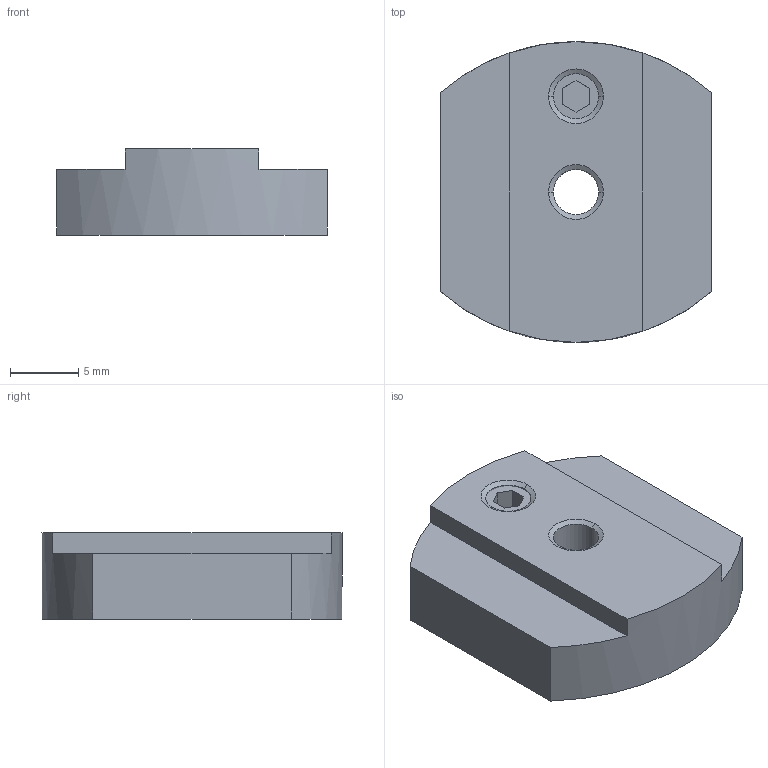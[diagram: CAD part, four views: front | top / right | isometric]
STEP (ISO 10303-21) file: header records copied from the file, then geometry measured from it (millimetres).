
FILE_DESCRIPTION(('Creo Elements/Direct Modeling STEP Export'),'2;1');
FILE_NAME('44.0070.1_Nutenstein-MMS-44_M4-Gewindestift.stp','2022-03-21T 8:56:39',(''),(''),'PTC Creo Elements/Direct Modeling STEP processor for AP214 (Solid Model)','PTC Creo Elements/Direct Modeling 19.0C 15-Aug-2015 (C) Parametric Technology GmbH','');
FILE_SCHEMA(('AUTOMOTIVE_DESIGN { 1 0 10303 214 1 1 1 1 }'));
Length unit declared in the file: millimetre
Products named in the file (3): H_PX172985_1_Teil-2; H_PX172984_1_Teil-1; Nutenstein-MMS-44_M4-Gewindestift_44.0070.1_PX172988
Assembly tree (2 placements, depth 2):
  Nutenstein-MMS-44_M4-Gewindestift_44.0070.1_PX172988
    H_PX172984_1_Teil-1
    H_PX172985_1_Teil-2
Bounding box: 19.8 x 22 x 6.3 mm (x, y, z)
Volume: 2137.4 mm3; surface area: 1418.5 mm2
Topology: 2 solids, 2 shells, 35 faces, 80 edges, 50 vertices
Faces by surface type: plane 17, cone 10, cylinder 8
Entity records: 1060 total; most frequent: DIRECTION 164, ORIENTED_EDGE 160, CARTESIAN_POINT 157, EDGE_CURVE 80, AXIS2_PLACEMENT_3D 57, VERTEX_POINT 50, VECTOR 50, LINE 50
